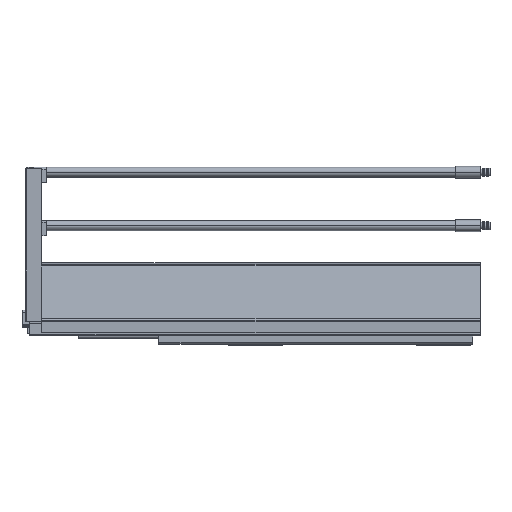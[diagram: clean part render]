
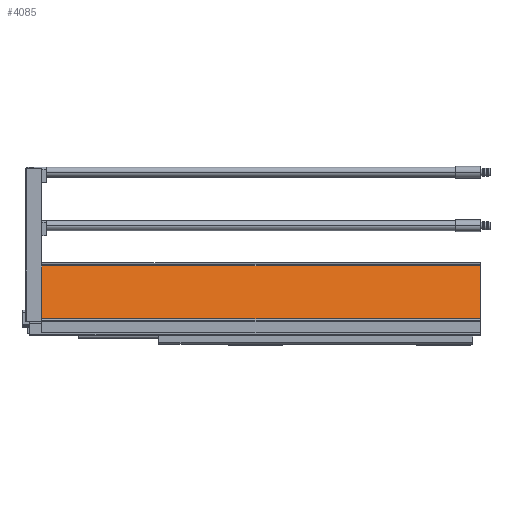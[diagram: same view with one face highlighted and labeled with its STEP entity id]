
A CAD part, top view. The second image highlights one B-rep face of the part: STEP entity #4085.
In plain terms, the highlighted planar face has unit normal (0, 0.208, 0.978).
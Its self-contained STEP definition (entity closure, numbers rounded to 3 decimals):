
#218 = CARTESIAN_POINT ( 'NONE',  ( 0., 80.422, 21.003 ) ) ;
#488 = VERTEX_POINT ( 'NONE', #218 ) ;
#818 = FACE_OUTER_BOUND ( 'NONE', #1610, .T. ) ;
#824 = VECTOR ( 'NONE', #10556, 1000. ) ;
#890 = LINE ( 'NONE', #6018, #3681 ) ;
#992 = CARTESIAN_POINT ( 'NONE',  ( -525.5, 80.422, 21.003 ) ) ;
#1610 = EDGE_LOOP ( 'NONE', ( #10440, #9401, #8232, #10495 ) ) ;
#2299 = CARTESIAN_POINT ( 'NONE',  ( -542., 80.422, 21.003 ) ) ;
#2632 = CARTESIAN_POINT ( 'NONE',  ( -525.5, 80.422, 21.003 ) ) ;
#2776 = CARTESIAN_POINT ( 'NONE',  ( 0., 17.084, 34.466 ) ) ;
#3576 = DIRECTION ( 'NONE',  ( 1., 0., 0. ) ) ;
#3588 = CARTESIAN_POINT ( 'NONE',  ( -542., 80.422, 21.003 ) ) ;
#3681 = VECTOR ( 'NONE', #9061, 1000. ) ;
#4085 = ADVANCED_FACE ( 'NONE', ( #818 ), #8792, .T. ) ;
#4652 = VERTEX_POINT ( 'NONE', #992 ) ;
#4763 = DIRECTION ( 'NONE',  ( 0., -0.978, 0.208 ) ) ;
#5293 = VECTOR ( 'NONE', #6255, 1000. ) ;
#5670 = CARTESIAN_POINT ( 'NONE',  ( 0., 17.084, 34.466 ) ) ;
#5751 = EDGE_CURVE ( 'NONE', #8987, #11789, #9761, .T. ) ;
#6018 = CARTESIAN_POINT ( 'NONE',  ( 0., 80.422, 21.003 ) ) ;
#6239 = AXIS2_PLACEMENT_3D ( 'NONE', #3588, #10728, #4763 ) ;
#6255 = DIRECTION ( 'NONE',  ( 1., 0., 0. ) ) ;
#6722 = EDGE_CURVE ( 'NONE', #4652, #8987, #10429, .T. ) ;
#6999 = EDGE_CURVE ( 'NONE', #4652, #488, #11185, .T. ) ;
#8232 = ORIENTED_EDGE ( 'NONE', *, *, #5751, .T. ) ;
#8792 = PLANE ( 'NONE',  #6239 ) ;
#8987 = VERTEX_POINT ( 'NONE', #12776 ) ;
#9061 = DIRECTION ( 'NONE',  ( 0., -0.978, 0.208 ) ) ;
#9401 = ORIENTED_EDGE ( 'NONE', *, *, #6722, .T. ) ;
#9761 = LINE ( 'NONE', #5670, #10884 ) ;
#10429 = LINE ( 'NONE', #2632, #824 ) ;
#10440 = ORIENTED_EDGE ( 'NONE', *, *, #6999, .F. ) ;
#10495 = ORIENTED_EDGE ( 'NONE', *, *, #12555, .F. ) ;
#10556 = DIRECTION ( 'NONE',  ( 0., -0.978, 0.208 ) ) ;
#10728 = DIRECTION ( 'NONE',  ( 0., 0.208, 0.978 ) ) ;
#10884 = VECTOR ( 'NONE', #3576, 1000. ) ;
#11185 = LINE ( 'NONE', #2299, #5293 ) ;
#11789 = VERTEX_POINT ( 'NONE', #2776 ) ;
#12555 = EDGE_CURVE ( 'NONE', #488, #11789, #890, .T. ) ;
#12776 = CARTESIAN_POINT ( 'NONE',  ( -525.5, 17.084, 34.466 ) ) ;
